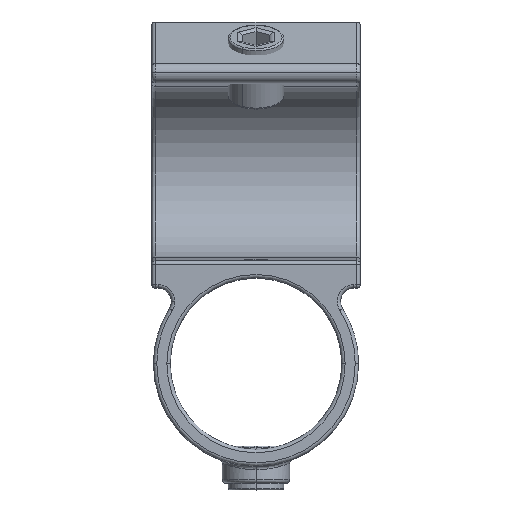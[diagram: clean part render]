
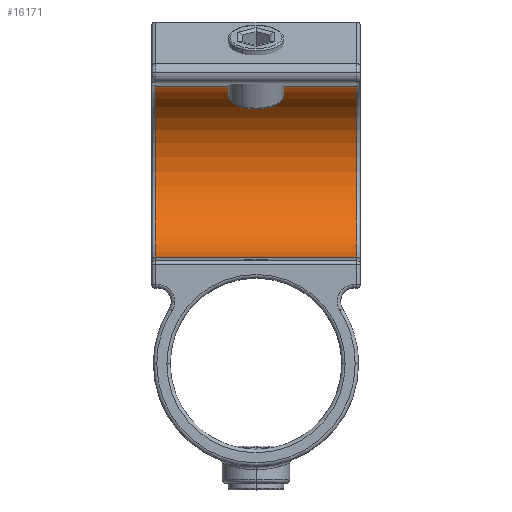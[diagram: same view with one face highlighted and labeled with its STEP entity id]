
A CAD part, top view. The second image highlights one B-rep face of the part: STEP entity #16171.
In plain terms, the highlighted cylindrical face has radius 25.5 mm (diameter 51 mm), a partial arc.
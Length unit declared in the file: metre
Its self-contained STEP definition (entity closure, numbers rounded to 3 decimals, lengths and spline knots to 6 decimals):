
#242 = CYLINDRICAL_SURFACE ( 'NONE', #946, 0.0255 ) ;
#409 = ORIENTED_EDGE ( 'NONE', *, *, #10815, .T. ) ;
#946 = AXIS2_PLACEMENT_3D ( 'NONE', #14437, #3158, #1424 ) ;
#1348 = CARTESIAN_POINT ( 'NONE',  ( -0.03, 0.031596, -0.00339 ) ) ;
#1424 = DIRECTION ( 'NONE',  ( 0., 0., 1. ) ) ;
#1555 = CARTESIAN_POINT ( 'NONE',  ( 0.03, 0.082567, -0.003336 ) ) ;
#2495 = VECTOR ( 'NONE', #8209, 1. ) ;
#2685 = CARTESIAN_POINT ( 'NONE',  ( 0.031, 0.082567, -0.003336 ) ) ;
#3158 = DIRECTION ( 'NONE',  ( -1., 0., 0. ) ) ;
#4030 = DIRECTION ( 'NONE',  ( 0., 0., 1. ) ) ;
#4701 = CARTESIAN_POINT ( 'NONE',  ( -0.03, 0.082567, -0.003336 ) ) ;
#4791 = CIRCLE ( 'NONE', #6522, 0.0255 ) ;
#4830 = VERTEX_POINT ( 'NONE', #14127 ) ;
#4979 = VERTEX_POINT ( 'NONE', #4701 ) ;
#5557 = DIRECTION ( 'NONE',  ( -1., 0., 0. ) ) ;
#5791 = VERTEX_POINT ( 'NONE', #1555 ) ;
#6522 = AXIS2_PLACEMENT_3D ( 'NONE', #9817, #15249, #4030 ) ;
#6675 = ORIENTED_EDGE ( 'NONE', *, *, #9151, .T. ) ;
#7364 = CARTESIAN_POINT ( 'NONE',  ( 0.031, 0.031596, -0.00339 ) ) ;
#8209 = DIRECTION ( 'NONE',  ( -1., 0., 0. ) ) ;
#8640 = LINE ( 'NONE', #7364, #12487 ) ;
#9151 = EDGE_CURVE ( 'NONE', #4830, #5791, #4791, .T. ) ;
#9817 = CARTESIAN_POINT ( 'NONE',  ( 0.03, 0.057081, -0.0025 ) ) ;
#9894 = AXIS2_PLACEMENT_3D ( 'NONE', #11354, #5557, #14167 ) ;
#10815 = EDGE_CURVE ( 'NONE', #5791, #4979, #15082, .T. ) ;
#11212 = FACE_OUTER_BOUND ( 'NONE', #11930, .T. ) ;
#11354 = CARTESIAN_POINT ( 'NONE',  ( -0.03, 0.057081, -0.0025 ) ) ;
#11930 = EDGE_LOOP ( 'NONE', ( #13882, #6675, #409, #13316 ) ) ;
#12115 = EDGE_CURVE ( 'NONE', #4830, #14453, #8640, .T. ) ;
#12487 = VECTOR ( 'NONE', #14067, 1. ) ;
#13316 = ORIENTED_EDGE ( 'NONE', *, *, #13784, .T. ) ;
#13784 = EDGE_CURVE ( 'NONE', #4979, #14453, #17721, .T. ) ;
#13882 = ORIENTED_EDGE ( 'NONE', *, *, #12115, .F. ) ;
#14067 = DIRECTION ( 'NONE',  ( -1., 0., 0. ) ) ;
#14127 = CARTESIAN_POINT ( 'NONE',  ( 0.03, 0.031596, -0.00339 ) ) ;
#14167 = DIRECTION ( 'NONE',  ( 0., 0., 1. ) ) ;
#14437 = CARTESIAN_POINT ( 'NONE',  ( 0.031, 0.057081, -0.0025 ) ) ;
#14453 = VERTEX_POINT ( 'NONE', #1348 ) ;
#15082 = LINE ( 'NONE', #2685, #2495 ) ;
#15249 = DIRECTION ( 'NONE',  ( 1., 0., 0. ) ) ;
#16171 = ADVANCED_FACE ( 'NONE', ( #11212 ), #242, .F. ) ;
#17721 = CIRCLE ( 'NONE', #9894, 0.0255 ) ;
